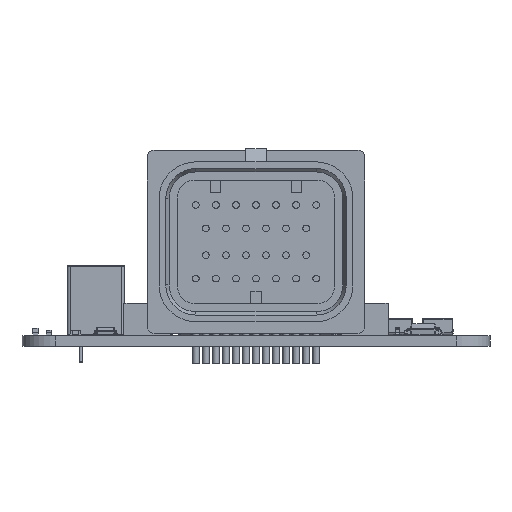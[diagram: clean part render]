
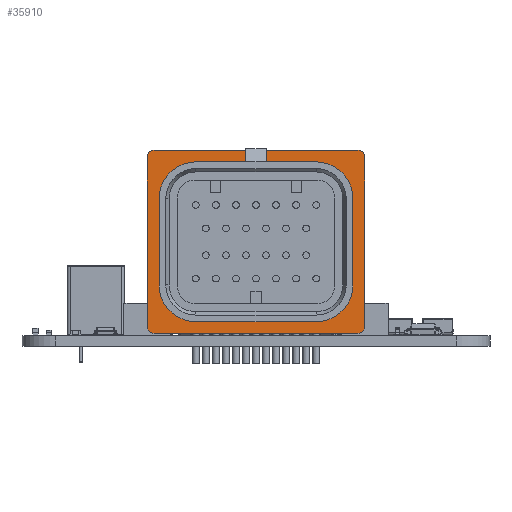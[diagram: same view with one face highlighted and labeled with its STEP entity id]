
A CAD part, front view. The second image highlights one B-rep face of the part: STEP entity #35910.
In plain terms, the highlighted face is planar.
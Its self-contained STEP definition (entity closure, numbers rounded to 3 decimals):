
#34560 = EDGE_CURVE('',#34561,#34563,#34565,.T.);
#34561 = VERTEX_POINT('',#34562);
#34562 = CARTESIAN_POINT('',(-9.,-10.7,-9.5));
#34563 = VERTEX_POINT('',#34564);
#34564 = CARTESIAN_POINT('',(-13.25,-6.45,-9.5));
#34565 = CIRCLE('',#34566,4.25);
#34566 = AXIS2_PLACEMENT_3D('',#34567,#34568,#34569);
#34567 = CARTESIAN_POINT('',(-9.,-6.45,-9.5));
#34568 = DIRECTION('',(0.,0.,-1.));
#34569 = DIRECTION('',(0.,-1.,0.));
#34745 = VERTEX_POINT('',#34746);
#34746 = CARTESIAN_POINT('',(9.,-10.7,-9.5));
#34761 = EDGE_CURVE('',#34561,#34745,#34762,.T.);
#34762 = LINE('',#34763,#34764);
#34763 = CARTESIAN_POINT('',(-9.,-10.7,-9.5));
#34764 = VECTOR('',#34765,1.);
#34765 = DIRECTION('',(1.,0.,0.));
#34800 = EDGE_CURVE('',#34801,#34745,#34803,.T.);
#34801 = VERTEX_POINT('',#34802);
#34802 = CARTESIAN_POINT('',(13.25,-6.45,-9.5));
#34803 = CIRCLE('',#34804,4.25);
#34804 = AXIS2_PLACEMENT_3D('',#34805,#34806,#34807);
#34805 = CARTESIAN_POINT('',(9.,-6.45,-9.5));
#34806 = DIRECTION('',(0.,0.,-1.));
#34807 = DIRECTION('',(1.,0.,0.));
#34862 = VERTEX_POINT('',#34863);
#34863 = CARTESIAN_POINT('',(13.25,6.45,-9.5));
#34878 = EDGE_CURVE('',#34801,#34862,#34879,.T.);
#34879 = LINE('',#34880,#34881);
#34880 = CARTESIAN_POINT('',(13.25,-6.45,-9.5));
#34881 = VECTOR('',#34882,1.);
#34882 = DIRECTION('',(0.,1.,0.));
#34892 = EDGE_CURVE('',#34893,#34862,#34895,.T.);
#34893 = VERTEX_POINT('',#34894);
#34894 = CARTESIAN_POINT('',(9.,10.7,-9.5));
#34895 = CIRCLE('',#34896,4.25);
#34896 = AXIS2_PLACEMENT_3D('',#34897,#34898,#34899);
#34897 = CARTESIAN_POINT('',(9.,6.45,-9.5));
#34898 = DIRECTION('',(0.,0.,-1.));
#34899 = DIRECTION('',(0.,1.,0.));
#34975 = VERTEX_POINT('',#34976);
#34976 = CARTESIAN_POINT('',(-9.,10.7,-9.5));
#34991 = EDGE_CURVE('',#34893,#34975,#34992,.T.);
#34992 = LINE('',#34993,#34994);
#34993 = CARTESIAN_POINT('',(9.,10.7,-9.5));
#34994 = VECTOR('',#34995,1.);
#34995 = DIRECTION('',(-1.,0.,0.));
#35005 = EDGE_CURVE('',#35006,#34975,#35008,.T.);
#35006 = VERTEX_POINT('',#35007);
#35007 = CARTESIAN_POINT('',(-13.25,6.45,-9.5));
#35008 = CIRCLE('',#35009,4.25);
#35009 = AXIS2_PLACEMENT_3D('',#35010,#35011,#35012);
#35010 = CARTESIAN_POINT('',(-9.,6.45,-9.5));
#35011 = DIRECTION('',(0.,0.,-1.));
#35012 = DIRECTION('',(-1.,0.,0.));
#35186 = VERTEX_POINT('',#35187);
#35187 = CARTESIAN_POINT('',(-15.25,13.7,-9.5));
#35195 = EDGE_CURVE('',#35186,#35196,#35198,.T.);
#35196 = VERTEX_POINT('',#35197);
#35197 = CARTESIAN_POINT('',(15.25,13.7,-9.5));
#35198 = LINE('',#35199,#35200);
#35199 = CARTESIAN_POINT('',(-15.25,13.7,-9.5));
#35200 = VECTOR('',#35201,1.);
#35201 = DIRECTION('',(1.,0.,0.));
#35251 = EDGE_CURVE('',#35252,#35196,#35254,.T.);
#35252 = VERTEX_POINT('',#35253);
#35253 = CARTESIAN_POINT('',(16.25,12.7,-9.5));
#35254 = CIRCLE('',#35255,1.);
#35255 = AXIS2_PLACEMENT_3D('',#35256,#35257,#35258);
#35256 = CARTESIAN_POINT('',(15.25,12.7,-9.5));
#35257 = DIRECTION('',(0.,0.,1.));
#35258 = DIRECTION('',(1.,0.,-0.));
#35308 = EDGE_CURVE('',#35252,#35309,#35311,.T.);
#35309 = VERTEX_POINT('',#35310);
#35310 = CARTESIAN_POINT('',(16.25,-12.7,-9.5));
#35311 = LINE('',#35312,#35313);
#35312 = CARTESIAN_POINT('',(16.25,12.7,-9.5));
#35313 = VECTOR('',#35314,1.);
#35314 = DIRECTION('',(0.,-1.,0.));
#35364 = EDGE_CURVE('',#35365,#35309,#35367,.T.);
#35365 = VERTEX_POINT('',#35366);
#35366 = CARTESIAN_POINT('',(15.25,-13.7,-9.5));
#35367 = CIRCLE('',#35368,1.);
#35368 = AXIS2_PLACEMENT_3D('',#35369,#35370,#35371);
#35369 = CARTESIAN_POINT('',(15.25,-12.7,-9.5));
#35370 = DIRECTION('',(0.,0.,1.));
#35371 = DIRECTION('',(0.,-1.,0.));
#35421 = EDGE_CURVE('',#35365,#35422,#35424,.T.);
#35422 = VERTEX_POINT('',#35423);
#35423 = CARTESIAN_POINT('',(-15.25,-13.7,-9.5));
#35424 = LINE('',#35425,#35426);
#35425 = CARTESIAN_POINT('',(15.25,-13.7,-9.5));
#35426 = VECTOR('',#35427,1.);
#35427 = DIRECTION('',(-1.,0.,0.));
#35477 = EDGE_CURVE('',#35478,#35422,#35480,.T.);
#35478 = VERTEX_POINT('',#35479);
#35479 = CARTESIAN_POINT('',(-16.25,-12.7,-9.5));
#35480 = CIRCLE('',#35481,1.);
#35481 = AXIS2_PLACEMENT_3D('',#35482,#35483,#35484);
#35482 = CARTESIAN_POINT('',(-15.25,-12.7,-9.5));
#35483 = DIRECTION('',(0.,0.,1.));
#35484 = DIRECTION('',(-1.,0.,0.));
#35534 = EDGE_CURVE('',#35478,#35535,#35537,.T.);
#35535 = VERTEX_POINT('',#35536);
#35536 = CARTESIAN_POINT('',(-16.25,12.7,-9.5));
#35537 = LINE('',#35538,#35539);
#35538 = CARTESIAN_POINT('',(-16.25,-12.7,-9.5));
#35539 = VECTOR('',#35540,1.);
#35540 = DIRECTION('',(0.,1.,0.));
#35897 = EDGE_CURVE('',#35186,#35535,#35898,.T.);
#35898 = CIRCLE('',#35899,1.);
#35899 = AXIS2_PLACEMENT_3D('',#35900,#35901,#35902);
#35900 = CARTESIAN_POINT('',(-15.25,12.7,-9.5));
#35901 = DIRECTION('',(0.,-0.,1.));
#35902 = DIRECTION('',(0.,1.,0.));
#35910 = ADVANCED_FACE('',(#35911,#35926),#35936,.T.);
#35911 = FACE_BOUND('',#35912,.T.);
#35912 = EDGE_LOOP('',(#35913,#35914,#35915,#35916,#35917,#35918,#35919,
    #35920));
#35913 = ORIENTED_EDGE('',*,*,#35005,.T.);
#35914 = ORIENTED_EDGE('',*,*,#34991,.F.);
#35915 = ORIENTED_EDGE('',*,*,#34892,.T.);
#35916 = ORIENTED_EDGE('',*,*,#34878,.F.);
#35917 = ORIENTED_EDGE('',*,*,#34800,.T.);
#35918 = ORIENTED_EDGE('',*,*,#34761,.F.);
#35919 = ORIENTED_EDGE('',*,*,#34560,.T.);
#35920 = ORIENTED_EDGE('',*,*,#35921,.F.);
#35921 = EDGE_CURVE('',#35006,#34563,#35922,.T.);
#35922 = LINE('',#35923,#35924);
#35923 = CARTESIAN_POINT('',(-13.25,6.45,-9.5));
#35924 = VECTOR('',#35925,1.);
#35925 = DIRECTION('',(0.,-1.,0.));
#35926 = FACE_BOUND('',#35927,.T.);
#35927 = EDGE_LOOP('',(#35928,#35929,#35930,#35931,#35932,#35933,#35934,
    #35935));
#35928 = ORIENTED_EDGE('',*,*,#35534,.F.);
#35929 = ORIENTED_EDGE('',*,*,#35477,.T.);
#35930 = ORIENTED_EDGE('',*,*,#35421,.F.);
#35931 = ORIENTED_EDGE('',*,*,#35364,.T.);
#35932 = ORIENTED_EDGE('',*,*,#35308,.F.);
#35933 = ORIENTED_EDGE('',*,*,#35251,.T.);
#35934 = ORIENTED_EDGE('',*,*,#35195,.F.);
#35935 = ORIENTED_EDGE('',*,*,#35897,.T.);
#35936 = PLANE('',#35937);
#35937 = AXIS2_PLACEMENT_3D('',#35938,#35939,#35940);
#35938 = CARTESIAN_POINT('',(0.,0.,-9.5));
#35939 = DIRECTION('',(0.,0.,1.));
#35940 = DIRECTION('',(1.,0.,-0.));
